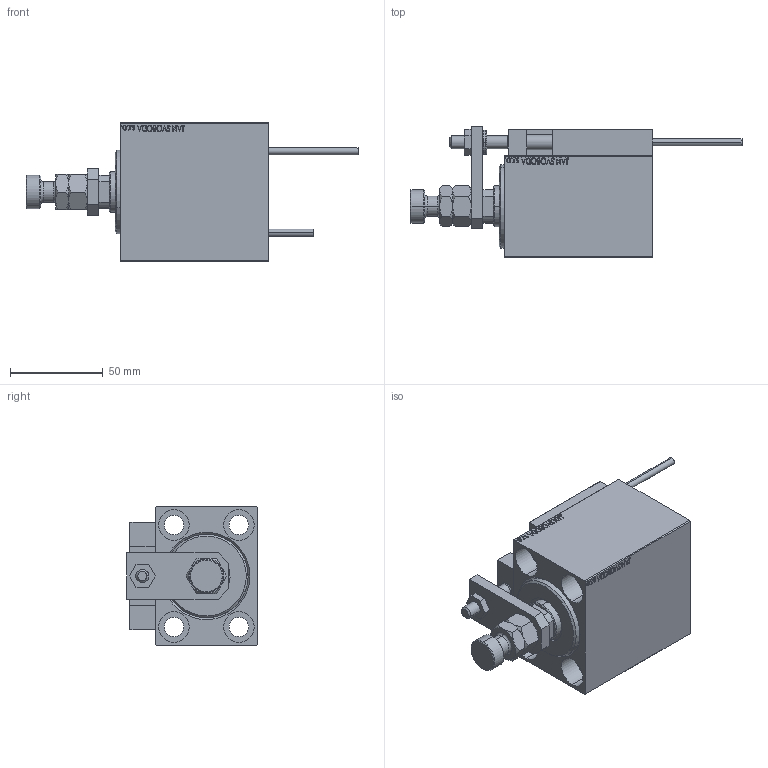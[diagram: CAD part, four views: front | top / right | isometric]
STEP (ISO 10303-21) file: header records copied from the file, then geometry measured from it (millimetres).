
FILE_DESCRIPTION (( 'STEP AP203' ), '1' );
FILE_NAME ('4b79.STEP', '2024-02-12T10:22:19', ( '' ), ( '' ), 'SwSTEP 2.0', 'SolidWorks 2019', '' );
FILE_SCHEMA (( 'CONFIG_CONTROL_DESIGN' ));
Length unit declared in the file: millimetre
Products named in the file (16): V450CM_C_Body da7f3083ba474e486ac7872627ff39cb; 4b79; V450CM_VC_B da7f3083ba474e486ac7872627ff39cb; SWITCH DIM B,W da7f3083ba474e486ac7872627ff39cb; TYC_L79 da7f3083ba474e486ac7872627ff39cb; KONCOVKA da7f3083ba474e486ac7872627ff39cb; ZARAZKA da7f3083ba474e486ac7872627ff39cb; Block da7f3083ba474e486ac7872627ff39cb; NUT_D12 da7f3083ba474e486ac7872627ff39cb; ALLEN BOLT D5 da7f3083ba474e486ac7872627ff39cb; ALLEN BOLT D8 da7f3083ba474e486ac7872627ff39cb; MAGNET da7f3083ba474e486ac7872627ff39cb; SWITCH X da7f3083ba474e486ac7872627ff39cb; X_Y_MFA da7f3083ba474e486ac7872627ff39cb; SWITCH_X_FRONT_BACK da7f3083ba474e486ac7872627ff39cb; V450CM_C_VCP da7f3083ba474e486ac7872627ff39cb
Assembly tree (25 placements, depth 3):
  4b79
    V450CM_C_Body da7f3083ba474e486ac7872627ff39cb
    SWITCH X da7f3083ba474e486ac7872627ff39cb
      SWITCH_X_FRONT_BACK da7f3083ba474e486ac7872627ff39cb  x2
      TYC_L79 da7f3083ba474e486ac7872627ff39cb
      Block da7f3083ba474e486ac7872627ff39cb  x2
      ALLEN BOLT D5 da7f3083ba474e486ac7872627ff39cb  x4
      ALLEN BOLT D8 da7f3083ba474e486ac7872627ff39cb  x4
      MAGNET da7f3083ba474e486ac7872627ff39cb  x2
      KONCOVKA da7f3083ba474e486ac7872627ff39cb  x2
    NUT_D12 da7f3083ba474e486ac7872627ff39cb
    SWITCH DIM B,W da7f3083ba474e486ac7872627ff39cb
    ZARAZKA da7f3083ba474e486ac7872627ff39cb
    V450CM_C_VCP da7f3083ba474e486ac7872627ff39cb
    V450CM_VC_B da7f3083ba474e486ac7872627ff39cb
    X_Y_MFA da7f3083ba474e486ac7872627ff39cb
Bounding box: 179 x 70.5 x 75 mm (x, y, z)
Volume: 340600.1 mm3; surface area: 89490.2 mm2
Topology: 24 solids, 24 shells, 1324 faces, 3150 edges, 2005 vertices
Faces by surface type: plane 574, bspline 380, cylinder 184, cone 134, torus 48, sphere 4
Entity records: 51536 total; most frequent: CARTESIAN_POINT 26397, ORIENTED_EDGE 5320, DIRECTION 3608, EDGE_CURVE 2660, VERTEX_POINT 1729, VECTOR 1496, LINE 1496, EDGE_LOOP 1233
